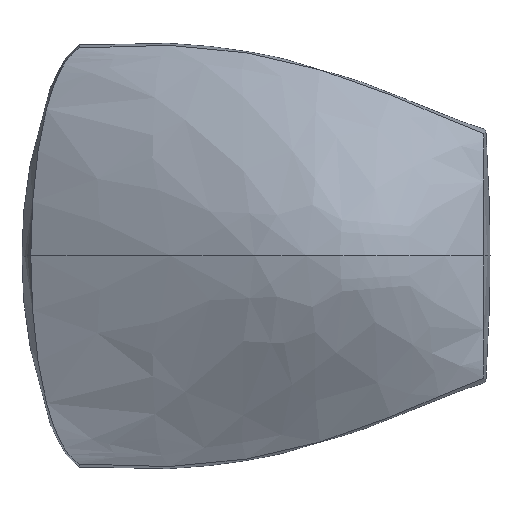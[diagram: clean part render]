
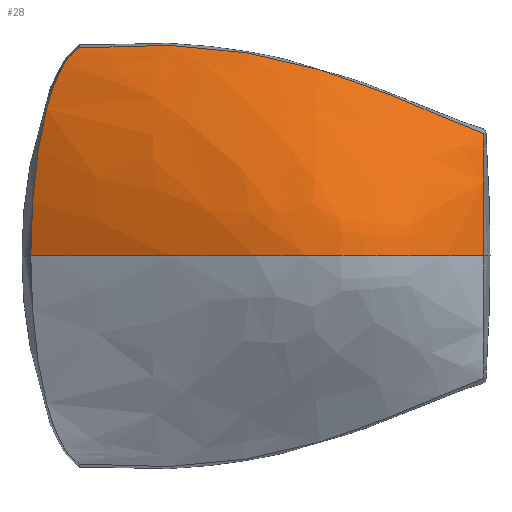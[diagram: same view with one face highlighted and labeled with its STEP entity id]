
A CAD part, top view. The second image highlights one B-rep face of the part: STEP entity #28.
In plain terms, the highlighted free-form (B-spline) face has degree [3, 3] with [4, 4] control points.
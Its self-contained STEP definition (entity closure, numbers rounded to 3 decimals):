
#28 = ADVANCED_FACE('',(#29),#44,.F.);
#29 = FACE_BOUND('',#30,.F.);
#30 = EDGE_LOOP('',(#31,#90,#131,#171));
#31 = ORIENTED_EDGE('',*,*,#32,.F.);
#32 = EDGE_CURVE('',#33,#35,#37,.T.);
#33 = VERTEX_POINT('',#34);
#34 = CARTESIAN_POINT('',(20.,85.,50.));
#35 = VERTEX_POINT('',#36);
#36 = CARTESIAN_POINT('',(0.,0.,50.)
  );
#37 = SURFACE_CURVE('',#38,(#43,#67),.PCURVE_S1.);
#38 = B_SPLINE_CURVE_WITH_KNOTS('',3,(#39,#40,#41,#42),.UNSPECIFIED.,.F.
  ,.F.,(4,4),(0.,1.),.PIECEWISE_BEZIER_KNOTS.);
#39 = CARTESIAN_POINT('',(20.,85.,50.));
#40 = CARTESIAN_POINT('',(6.667,77.5,50.));
#41 = CARTESIAN_POINT('',(0.,38.75,50.));
#42 = CARTESIAN_POINT('',(0.,0.,50.));
#43 = PCURVE('',#44,#61);
#44 = B_SPLINE_SURFACE_WITH_KNOTS('',3,3,(
    (#45,#46,#47,#48)
    ,(#49,#50,#51,#52)
    ,(#53,#54,#55,#56)
    ,(#57,#58,#59,#60
    )),.UNSPECIFIED.,.F.,.F.,.F.,(4,4),(4,4),(0.,1.),(0.,1.),
  .PIECEWISE_BEZIER_KNOTS.);
#45 = CARTESIAN_POINT('',(20.,85.,50.));
#46 = CARTESIAN_POINT('',(6.667,77.5,50.));
#47 = CARTESIAN_POINT('',(0.,38.75,50.));
#48 = CARTESIAN_POINT('',(0.,0.,50.));
#49 = CARTESIAN_POINT('',(104.677,92.408,
    64.931));
#50 = CARTESIAN_POINT('',(91.343,84.908,
    64.931));
#51 = CARTESIAN_POINT('',(115.,38.75,110.));
#52 = CARTESIAN_POINT('',(115.,0.,110.));
#53 = CARTESIAN_POINT('',(147.412,63.681,
    71.628));
#54 = CARTESIAN_POINT('',(147.412,56.181,74.961
    ));
#55 = CARTESIAN_POINT('',(135.,21.25,110.));
#56 = CARTESIAN_POINT('',(135.,0.,110.));
#57 = CARTESIAN_POINT('',(185.,50.,65.));
#58 = CARTESIAN_POINT('',(185.,42.5,68.333));
#59 = CARTESIAN_POINT('',(185.,21.25,70.));
#60 = CARTESIAN_POINT('',(185.,0.,70.));
#61 = DEFINITIONAL_REPRESENTATION('',(#62),#66);
#62 = LINE('',#63,#64);
#63 = CARTESIAN_POINT('',(0.,0.));
#64 = VECTOR('',#65,1.);
#65 = DIRECTION('',(0.,1.));
#66 = ( GEOMETRIC_REPRESENTATION_CONTEXT(2) 
PARAMETRIC_REPRESENTATION_CONTEXT() REPRESENTATION_CONTEXT('2D SPACE',''
  ) );
#67 = PCURVE('',#68,#85);
#68 = B_SPLINE_SURFACE_WITH_KNOTS('',3,3,(
    (#69,#70,#71,#72)
    ,(#73,#74,#75,#76)
    ,(#77,#78,#79,#80)
    ,(#81,#82,#83,#84
    )),.UNSPECIFIED.,.F.,.F.,.F.,(4,4),(4,4),(0.,1.),(0.,1.),
  .PIECEWISE_BEZIER_KNOTS.);
#69 = CARTESIAN_POINT('',(0.,0.,0.));
#70 = CARTESIAN_POINT('',(-5.,0.,25.));
#71 = CARTESIAN_POINT('',(-5.,0.,40.));
#72 = CARTESIAN_POINT('',(0.,0.,50.));
#73 = CARTESIAN_POINT('',(0.,33.75,0.));
#74 = CARTESIAN_POINT('',(-5.,33.75,25.));
#75 = CARTESIAN_POINT('',(-5.,38.75,40.));
#76 = CARTESIAN_POINT('',(0.,38.75,50.));
#77 = CARTESIAN_POINT('',(6.667,67.5,0.));
#78 = CARTESIAN_POINT('',(6.667,80.,21.651));
#79 = CARTESIAN_POINT('',(6.667,80.105,35.228
    ));
#80 = CARTESIAN_POINT('',(6.667,77.5,50.));
#81 = CARTESIAN_POINT('',(20.,75.,0.));
#82 = CARTESIAN_POINT('',(20.,87.5,21.651));
#83 = CARTESIAN_POINT('',(20.,87.605,35.228));
#84 = CARTESIAN_POINT('',(20.,85.,50.));
#85 = DEFINITIONAL_REPRESENTATION('',(#86),#89);
#86 = B_SPLINE_CURVE_WITH_KNOTS('',1,(#87,#88),.UNSPECIFIED.,.F.,.F.,(2,
    2),(0.,1.),.PIECEWISE_BEZIER_KNOTS.);
#87 = CARTESIAN_POINT('',(1.,1.));
#88 = CARTESIAN_POINT('',(0.,1.));
#89 = ( GEOMETRIC_REPRESENTATION_CONTEXT(2) 
PARAMETRIC_REPRESENTATION_CONTEXT() REPRESENTATION_CONTEXT('2D SPACE',''
  ) );
#90 = ORIENTED_EDGE('',*,*,#91,.T.);
#91 = EDGE_CURVE('',#33,#92,#94,.T.);
#92 = VERTEX_POINT('',#93);
#93 = CARTESIAN_POINT('',(185.,50.,65.));
#94 = SURFACE_CURVE('',#95,(#100,#107),.PCURVE_S1.);
#95 = B_SPLINE_CURVE_WITH_KNOTS('',3,(#96,#97,#98,#99),.UNSPECIFIED.,.F.
  ,.F.,(4,4),(0.,1.),.PIECEWISE_BEZIER_KNOTS.);
#96 = CARTESIAN_POINT('',(20.,85.,50.));
#97 = CARTESIAN_POINT('',(104.677,92.408,
    64.931));
#98 = CARTESIAN_POINT('',(147.412,63.681,
    71.628));
#99 = CARTESIAN_POINT('',(185.,50.,65.));
#100 = PCURVE('',#44,#101);
#101 = DEFINITIONAL_REPRESENTATION('',(#102),#106);
#102 = LINE('',#103,#104);
#103 = CARTESIAN_POINT('',(0.,0.));
#104 = VECTOR('',#105,1.);
#105 = DIRECTION('',(1.,0.));
#106 = ( GEOMETRIC_REPRESENTATION_CONTEXT(2) 
PARAMETRIC_REPRESENTATION_CONTEXT() REPRESENTATION_CONTEXT('2D SPACE',''
  ) );
#107 = PCURVE('',#108,#125);
#108 = B_SPLINE_SURFACE_WITH_KNOTS('',3,3,(
    (#109,#110,#111,#112)
    ,(#113,#114,#115,#116)
    ,(#117,#118,#119,#120)
    ,(#121,#122,#123,#124
    )),.UNSPECIFIED.,.F.,.F.,.F.,(4,4),(4,4),(0.,1.),(0.,1.),
  .PIECEWISE_BEZIER_KNOTS.);
#109 = CARTESIAN_POINT('',(20.,75.,0.));
#110 = CARTESIAN_POINT('',(20.,87.5,21.651));
#111 = CARTESIAN_POINT('',(20.,87.605,35.228));
#112 = CARTESIAN_POINT('',(20.,85.,50.));
#113 = CARTESIAN_POINT('',(75.,75.,0.));
#114 = CARTESIAN_POINT('',(75.,87.5,21.651));
#115 = CARTESIAN_POINT('',(104.677,95.013,
    50.159));
#116 = CARTESIAN_POINT('',(104.677,92.408,
    64.931));
#117 = CARTESIAN_POINT('',(70.,55.,0.));
#118 = CARTESIAN_POINT('',(91.711,63.993,
    25.874));
#119 = CARTESIAN_POINT('',(152.594,67.176,
    52.29));
#120 = CARTESIAN_POINT('',(147.412,63.681,
    71.628));
#121 = CARTESIAN_POINT('',(150.,45.,0.));
#122 = CARTESIAN_POINT('',(171.711,53.993,
    25.874));
#123 = CARTESIAN_POINT('',(190.181,53.495,
    45.662));
#124 = CARTESIAN_POINT('',(185.,50.,65.));
#125 = DEFINITIONAL_REPRESENTATION('',(#126),#130);
#126 = LINE('',#127,#128);
#127 = CARTESIAN_POINT('',(0.,1.));
#128 = VECTOR('',#129,1.);
#129 = DIRECTION('',(1.,0.));
#130 = ( GEOMETRIC_REPRESENTATION_CONTEXT(2) 
PARAMETRIC_REPRESENTATION_CONTEXT() REPRESENTATION_CONTEXT('2D SPACE',''
  ) );
#131 = ORIENTED_EDGE('',*,*,#132,.F.);
#132 = EDGE_CURVE('',#133,#92,#135,.T.);
#133 = VERTEX_POINT('',#134);
#134 = CARTESIAN_POINT('',(185.,0.,70.));
#135 = SURFACE_CURVE('',#136,(#141,#147),.PCURVE_S1.);
#136 = B_SPLINE_CURVE_WITH_KNOTS('',3,(#137,#138,#139,#140),
  .UNSPECIFIED.,.F.,.F.,(4,4),(0.,1.),.PIECEWISE_BEZIER_KNOTS.);
#137 = CARTESIAN_POINT('',(185.,0.,70.));
#138 = CARTESIAN_POINT('',(185.,21.25,70.));
#139 = CARTESIAN_POINT('',(185.,42.5,68.333));
#140 = CARTESIAN_POINT('',(185.,50.,65.));
#141 = PCURVE('',#44,#142);
#142 = DEFINITIONAL_REPRESENTATION('',(#143),#146);
#143 = B_SPLINE_CURVE_WITH_KNOTS('',1,(#144,#145),.UNSPECIFIED.,.F.,.F.,
  (2,2),(0.,1.),.PIECEWISE_BEZIER_KNOTS.);
#144 = CARTESIAN_POINT('',(1.,1.));
#145 = CARTESIAN_POINT('',(1.,0.));
#146 = ( GEOMETRIC_REPRESENTATION_CONTEXT(2) 
PARAMETRIC_REPRESENTATION_CONTEXT() REPRESENTATION_CONTEXT('2D SPACE',''
  ) );
#147 = PCURVE('',#148,#165);
#148 = B_SPLINE_SURFACE_WITH_KNOTS('',3,3,(
    (#149,#150,#151,#152)
    ,(#153,#154,#155,#156)
    ,(#157,#158,#159,#160)
    ,(#161,#162,#163,#164
    )),.UNSPECIFIED.,.F.,.F.,.F.,(4,4),(4,4),(0.,1.),(0.,1.),
  .PIECEWISE_BEZIER_KNOTS.);
#149 = CARTESIAN_POINT('',(170.,0.,0.));
#150 = CARTESIAN_POINT('',(190.,0.,30.));
#151 = CARTESIAN_POINT('',(190.,0.,55.));
#152 = CARTESIAN_POINT('',(185.,0.,70.));
#153 = CARTESIAN_POINT('',(170.,18.75,0.));
#154 = CARTESIAN_POINT('',(190.,18.75,30.));
#155 = CARTESIAN_POINT('',(190.,21.25,55.));
#156 = CARTESIAN_POINT('',(185.,21.25,70.));
#157 = CARTESIAN_POINT('',(163.333,37.5,0.));
#158 = CARTESIAN_POINT('',(185.045,46.493,
    25.874));
#159 = CARTESIAN_POINT('',(190.181,45.995,
    48.996));
#160 = CARTESIAN_POINT('',(185.,42.5,68.333));
#161 = CARTESIAN_POINT('',(150.,45.,0.));
#162 = CARTESIAN_POINT('',(171.711,53.993,
    25.874));
#163 = CARTESIAN_POINT('',(190.181,53.495,
    45.662));
#164 = CARTESIAN_POINT('',(185.,50.,65.));
#165 = DEFINITIONAL_REPRESENTATION('',(#166),#170);
#166 = LINE('',#167,#168);
#167 = CARTESIAN_POINT('',(0.,1.));
#168 = VECTOR('',#169,1.);
#169 = DIRECTION('',(1.,0.));
#170 = ( GEOMETRIC_REPRESENTATION_CONTEXT(2) 
PARAMETRIC_REPRESENTATION_CONTEXT() REPRESENTATION_CONTEXT('2D SPACE',''
  ) );
#171 = ORIENTED_EDGE('',*,*,#172,.F.);
#172 = EDGE_CURVE('',#35,#133,#173,.T.);
#173 = SURFACE_CURVE('',#174,(#179,#186),.PCURVE_S1.);
#174 = B_SPLINE_CURVE_WITH_KNOTS('',3,(#175,#176,#177,#178),
  .UNSPECIFIED.,.F.,.F.,(4,4),(0.,1.),.PIECEWISE_BEZIER_KNOTS.);
#175 = CARTESIAN_POINT('',(0.,0.,50.));
#176 = CARTESIAN_POINT('',(115.,0.,110.));
#177 = CARTESIAN_POINT('',(135.,0.,110.));
#178 = CARTESIAN_POINT('',(185.,0.,70.));
#179 = PCURVE('',#44,#180);
#180 = DEFINITIONAL_REPRESENTATION('',(#181),#185);
#181 = LINE('',#182,#183);
#182 = CARTESIAN_POINT('',(0.,1.));
#183 = VECTOR('',#184,1.);
#184 = DIRECTION('',(1.,0.));
#185 = ( GEOMETRIC_REPRESENTATION_CONTEXT(2) 
PARAMETRIC_REPRESENTATION_CONTEXT() REPRESENTATION_CONTEXT('2D SPACE',''
  ) );
#186 = PCURVE('',#187,#204);
#187 = B_SPLINE_SURFACE_WITH_KNOTS('',3,3,(
    (#188,#189,#190,#191)
    ,(#192,#193,#194,#195)
    ,(#196,#197,#198,#199)
    ,(#200,#201,#202,#203
    )),.UNSPECIFIED.,.F.,.F.,.F.,(4,4),(4,4),(0.,1.),(0.,1.),
  .PIECEWISE_BEZIER_KNOTS.);
#188 = CARTESIAN_POINT('',(20.,-85.,50.));
#189 = CARTESIAN_POINT('',(6.667,-77.5,50.));
#190 = CARTESIAN_POINT('',(0.,-38.75,50.));
#191 = CARTESIAN_POINT('',(0.,0.,50.));
#192 = CARTESIAN_POINT('',(104.677,-92.408,
    64.931));
#193 = CARTESIAN_POINT('',(91.343,-84.908,
    64.931));
#194 = CARTESIAN_POINT('',(115.,-38.75,110.));
#195 = CARTESIAN_POINT('',(115.,0.,110.));
#196 = CARTESIAN_POINT('',(147.412,-63.681,
    71.628));
#197 = CARTESIAN_POINT('',(147.412,-56.181,
    74.961));
#198 = CARTESIAN_POINT('',(135.,-21.25,110.));
#199 = CARTESIAN_POINT('',(135.,0.,110.));
#200 = CARTESIAN_POINT('',(185.,-50.,65.));
#201 = CARTESIAN_POINT('',(185.,-42.5,68.333));
#202 = CARTESIAN_POINT('',(185.,-21.25,70.));
#203 = CARTESIAN_POINT('',(185.,0.,70.));
#204 = DEFINITIONAL_REPRESENTATION('',(#205),#209);
#205 = LINE('',#206,#207);
#206 = CARTESIAN_POINT('',(0.,1.));
#207 = VECTOR('',#208,1.);
#208 = DIRECTION('',(1.,0.));
#209 = ( GEOMETRIC_REPRESENTATION_CONTEXT(2) 
PARAMETRIC_REPRESENTATION_CONTEXT() REPRESENTATION_CONTEXT('2D SPACE',''
  ) );
